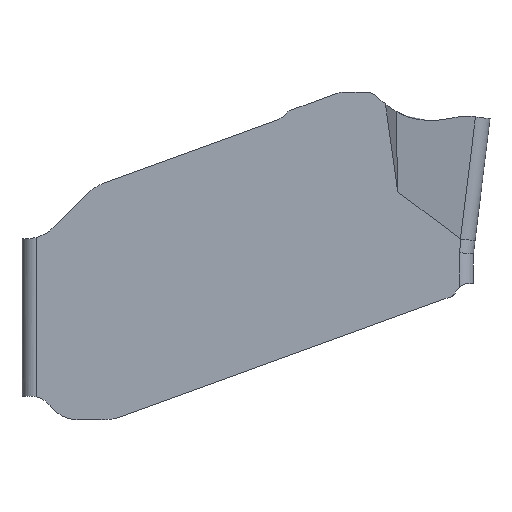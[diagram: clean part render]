
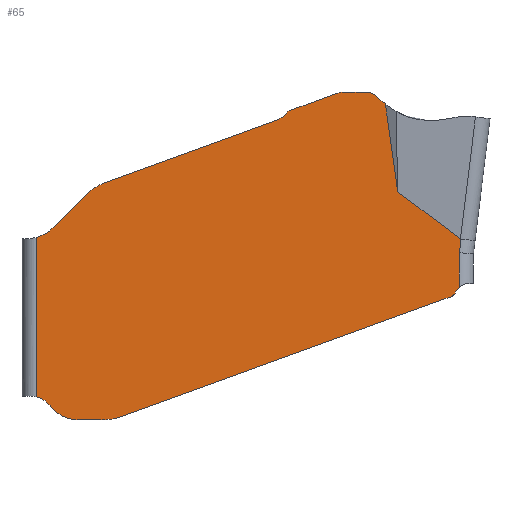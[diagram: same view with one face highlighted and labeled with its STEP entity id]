
A CAD part, left-side view. The second image highlights one B-rep face of the part: STEP entity #65.
In plain terms, the highlighted planar face has unit normal (-1, 0, 0).
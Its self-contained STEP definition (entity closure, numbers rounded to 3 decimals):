
#65=ADVANCED_FACE('',(#140),#115,.F.);
#115=PLANE('',#1065);
#140=FACE_OUTER_BOUND('',#191,.T.);
#191=EDGE_LOOP('',(#322,#323,#324,#325,#326,#327,#328,#329,#330,#331,#332,
#333,#334,#335,#336,#337,#338,#339,#340,#341,#342,#343,#344,#345,#346,#347,
#348,#349,#350));
#243=ELLIPSE('',#1052,3.965,0.3);
#244=ELLIPSE('',#1053,0.301,0.3);
#245=ELLIPSE('',#1058,1.32,1.);
#246=ELLIPSE('',#1062,1.46,1.);
#269=CIRCLE('',#1051,0.3);
#270=CIRCLE('',#1054,0.3);
#271=CIRCLE('',#1055,0.21);
#272=CIRCLE('',#1056,0.545);
#273=CIRCLE('',#1057,1.);
#274=CIRCLE('',#1059,0.8);
#275=CIRCLE('',#1060,0.5);
#276=CIRCLE('',#1061,0.75);
#277=CIRCLE('',#1063,1.);
#278=CIRCLE('',#1064,0.1);
#322=ORIENTED_EDGE('',*,*,#695,.F.);
#323=ORIENTED_EDGE('',*,*,#696,.T.);
#324=ORIENTED_EDGE('',*,*,#697,.T.);
#325=ORIENTED_EDGE('',*,*,#698,.T.);
#326=ORIENTED_EDGE('',*,*,#699,.T.);
#327=ORIENTED_EDGE('',*,*,#700,.T.);
#328=ORIENTED_EDGE('',*,*,#701,.F.);
#329=ORIENTED_EDGE('',*,*,#702,.F.);
#330=ORIENTED_EDGE('',*,*,#703,.F.);
#331=ORIENTED_EDGE('',*,*,#704,.F.);
#332=ORIENTED_EDGE('',*,*,#705,.F.);
#333=ORIENTED_EDGE('',*,*,#706,.F.);
#334=ORIENTED_EDGE('',*,*,#707,.F.);
#335=ORIENTED_EDGE('',*,*,#708,.F.);
#336=ORIENTED_EDGE('',*,*,#709,.F.);
#337=ORIENTED_EDGE('',*,*,#710,.F.);
#338=ORIENTED_EDGE('',*,*,#711,.F.);
#339=ORIENTED_EDGE('',*,*,#712,.F.);
#340=ORIENTED_EDGE('',*,*,#713,.F.);
#341=ORIENTED_EDGE('',*,*,#692,.T.);
#342=ORIENTED_EDGE('',*,*,#714,.F.);
#343=ORIENTED_EDGE('',*,*,#715,.F.);
#344=ORIENTED_EDGE('',*,*,#716,.F.);
#345=ORIENTED_EDGE('',*,*,#717,.F.);
#346=ORIENTED_EDGE('',*,*,#718,.F.);
#347=ORIENTED_EDGE('',*,*,#719,.F.);
#348=ORIENTED_EDGE('',*,*,#720,.F.);
#349=ORIENTED_EDGE('',*,*,#721,.F.);
#350=ORIENTED_EDGE('',*,*,#722,.F.);
#599=VERTEX_POINT('',#1549);
#600=VERTEX_POINT('',#1551);
#602=VERTEX_POINT('',#1566);
#603=VERTEX_POINT('',#1567);
#604=VERTEX_POINT('',#1569);
#605=VERTEX_POINT('',#1571);
#606=VERTEX_POINT('',#1573);
#607=VERTEX_POINT('',#1575);
#608=VERTEX_POINT('',#1577);
#609=VERTEX_POINT('',#1579);
#610=VERTEX_POINT('',#1581);
#611=VERTEX_POINT('',#1583);
#612=VERTEX_POINT('',#1585);
#613=VERTEX_POINT('',#1587);
#614=VERTEX_POINT('',#1589);
#615=VERTEX_POINT('',#1591);
#616=VERTEX_POINT('',#1593);
#617=VERTEX_POINT('',#1595);
#618=VERTEX_POINT('',#1600);
#619=VERTEX_POINT('',#1602);
#620=VERTEX_POINT('',#1604);
#621=VERTEX_POINT('',#1607);
#622=VERTEX_POINT('',#1609);
#623=VERTEX_POINT('',#1611);
#624=VERTEX_POINT('',#1613);
#625=VERTEX_POINT('',#1618);
#626=VERTEX_POINT('',#1620);
#627=VERTEX_POINT('',#1622);
#628=VERTEX_POINT('',#1624);
#692=EDGE_CURVE('',#600,#599,#815,.T.);
#695=EDGE_CURVE('',#602,#603,#269,.T.);
#696=EDGE_CURVE('',#602,#604,#816,.T.);
#697=EDGE_CURVE('',#604,#605,#817,.T.);
#698=EDGE_CURVE('',#605,#606,#243,.T.);
#699=EDGE_CURVE('',#606,#607,#818,.T.);
#700=EDGE_CURVE('',#607,#608,#819,.T.);
#701=EDGE_CURVE('',#609,#608,#820,.T.);
#702=EDGE_CURVE('',#610,#609,#244,.T.);
#703=EDGE_CURVE('',#611,#610,#821,.T.);
#704=EDGE_CURVE('',#612,#611,#270,.T.);
#705=EDGE_CURVE('',#613,#612,#822,.T.);
#706=EDGE_CURVE('',#614,#613,#271,.T.);
#707=EDGE_CURVE('',#615,#614,#272,.T.);
#708=EDGE_CURVE('',#616,#615,#823,.T.);
#709=EDGE_CURVE('',#617,#616,#273,.T.);
#710=EDGE_CURVE('',#618,#617,#979,.T.);
#711=EDGE_CURVE('',#619,#618,#245,.T.);
#712=EDGE_CURVE('',#620,#619,#824,.T.);
#713=EDGE_CURVE('',#600,#620,#274,.T.);
#714=EDGE_CURVE('',#621,#599,#275,.T.);
#715=EDGE_CURVE('',#622,#621,#276,.T.);
#716=EDGE_CURVE('',#623,#622,#825,.T.);
#717=EDGE_CURVE('',#624,#623,#246,.T.);
#718=EDGE_CURVE('',#625,#624,#980,.T.);
#719=EDGE_CURVE('',#626,#625,#277,.T.);
#720=EDGE_CURVE('',#627,#626,#826,.T.);
#721=EDGE_CURVE('',#628,#627,#278,.T.);
#722=EDGE_CURVE('',#603,#628,#827,.T.);
#815=LINE('',#1550,#898);
#816=LINE('',#1568,#899);
#817=LINE('',#1570,#900);
#818=LINE('',#1574,#901);
#819=LINE('',#1576,#902);
#820=LINE('',#1578,#903);
#821=LINE('',#1582,#904);
#822=LINE('',#1586,#905);
#823=LINE('',#1592,#906);
#824=LINE('',#1603,#907);
#825=LINE('',#1610,#908);
#826=LINE('',#1621,#909);
#827=LINE('',#1625,#910);
#898=VECTOR('',#1177,1.);
#899=VECTOR('',#1184,1.);
#900=VECTOR('',#1185,1.);
#901=VECTOR('',#1188,1.);
#902=VECTOR('',#1189,1.);
#903=VECTOR('',#1190,1.);
#904=VECTOR('',#1193,1.);
#905=VECTOR('',#1196,1.);
#906=VECTOR('',#1201,1.);
#907=VECTOR('',#1206,1.);
#908=VECTOR('',#1213,1.);
#909=VECTOR('',#1218,1.);
#910=VECTOR('',#1221,1.);
#979=B_SPLINE_CURVE_WITH_KNOTS('',3,(#1596,#1597,#1598,#1599),
 .UNSPECIFIED.,.F.,.F.,(4,4),(0.,1.),.UNSPECIFIED.);
#980=B_SPLINE_CURVE_WITH_KNOTS('',3,(#1614,#1615,#1616,#1617),
 .UNSPECIFIED.,.F.,.F.,(4,4),(0.,1.),.UNSPECIFIED.);
#1051=AXIS2_PLACEMENT_3D('',#1565,#1182,#1183);
#1052=AXIS2_PLACEMENT_3D('',#1572,#1186,#1187);
#1053=AXIS2_PLACEMENT_3D('',#1580,#1191,#1192);
#1054=AXIS2_PLACEMENT_3D('',#1584,#1194,#1195);
#1055=AXIS2_PLACEMENT_3D('',#1588,#1197,#1198);
#1056=AXIS2_PLACEMENT_3D('',#1590,#1199,#1200);
#1057=AXIS2_PLACEMENT_3D('',#1594,#1202,#1203);
#1058=AXIS2_PLACEMENT_3D('',#1601,#1204,#1205);
#1059=AXIS2_PLACEMENT_3D('',#1605,#1207,#1208);
#1060=AXIS2_PLACEMENT_3D('',#1606,#1209,#1210);
#1061=AXIS2_PLACEMENT_3D('',#1608,#1211,#1212);
#1062=AXIS2_PLACEMENT_3D('',#1612,#1214,#1215);
#1063=AXIS2_PLACEMENT_3D('',#1619,#1216,#1217);
#1064=AXIS2_PLACEMENT_3D('',#1623,#1219,#1220);
#1065=AXIS2_PLACEMENT_3D('',#1626,#1222,#1223);
#1177=DIRECTION('',(0.,0.,-1.));
#1182=DIRECTION('',(-1.,0.,0.));
#1183=DIRECTION('',(0.,0.,-1.));
#1184=DIRECTION('',(0.,0.,1.));
#1185=DIRECTION('',(0.,-0.122,0.993));
#1186=DIRECTION('',(1.,0.,0.));
#1187=DIRECTION('',(0.,-0.122,0.993));
#1188=DIRECTION('',(0.,0.801,0.599));
#1189=DIRECTION('',(0.,0.139,0.99));
#1190=DIRECTION('',(0.,-0.766,-0.643));
#1191=DIRECTION('',(1.,0.,0.));
#1192=DIRECTION('',(0.,1.,0.));
#1193=DIRECTION('',(0.,-1.,0.));
#1194=DIRECTION('',(1.,0.,0.));
#1195=DIRECTION('',(0.,0.,-1.));
#1196=DIRECTION('',(0.,-0.94,0.342));
#1197=DIRECTION('',(1.,0.,0.));
#1198=DIRECTION('',(0.,0.,-1.));
#1199=DIRECTION('',(-1.,0.,0.));
#1200=DIRECTION('',(0.,0.,-1.));
#1201=DIRECTION('',(0.,-0.94,0.342));
#1202=DIRECTION('',(1.,0.,0.));
#1203=DIRECTION('',(0.,0.,-1.));
#1204=DIRECTION('',(1.,0.,0.));
#1205=DIRECTION('',(0.,0.707,-0.707));
#1206=DIRECTION('',(0.,-0.707,0.707));
#1207=DIRECTION('',(-1.,0.,0.));
#1208=DIRECTION('',(0.,0.,-1.));
#1209=DIRECTION('',(-1.,0.,0.));
#1210=DIRECTION('',(0.,0.,-1.));
#1211=DIRECTION('',(1.,0.,0.));
#1212=DIRECTION('',(0.,0.,-1.));
#1213=DIRECTION('',(0.,1.,0.));
#1214=DIRECTION('',(1.,0.,0.));
#1215=DIRECTION('',(0.,-1.,0.));
#1216=DIRECTION('',(1.,0.,0.));
#1217=DIRECTION('',(0.,0.,-1.));
#1218=DIRECTION('',(0.,0.94,-0.342));
#1219=DIRECTION('',(1.,0.,0.));
#1220=DIRECTION('',(0.,0.,-1.));
#1221=DIRECTION('',(0.,0.5,-0.866));
#1222=DIRECTION('',(1.,0.,0.));
#1223=DIRECTION('',(0.,0.,-1.));
#1549=CARTESIAN_POINT('',(-0.8,4.7,-5.91));
#1550=CARTESIAN_POINT('',(-0.8,4.7,-7.9));
#1551=CARTESIAN_POINT('',(-0.8,4.7,-2.505));
#1565=CARTESIAN_POINT('',(-0.8,-4.55,-3.789));
#1566=CARTESIAN_POINT('',(-0.8,-4.35,-3.565));
#1567=CARTESIAN_POINT('',(-0.8,-4.29,-3.639));
#1568=CARTESIAN_POINT('',(-0.8,-4.35,-2.851));
#1569=CARTESIAN_POINT('',(-0.8,-4.35,-2.832));
#1570=CARTESIAN_POINT('',(-0.8,-4.365,-2.712));
#1571=CARTESIAN_POINT('',(-0.8,-4.386,-2.538));
#1572=CARTESIAN_POINT('',(-0.8,-4.869,1.397));
#1573=CARTESIAN_POINT('',(-0.8,-4.374,-2.533));
#1574=CARTESIAN_POINT('',(-0.8,-4.36,-2.523));
#1575=CARTESIAN_POINT('',(-0.8,-3.031,-1.528));
#1576=CARTESIAN_POINT('',(-0.8,-2.763,0.386));
#1577=CARTESIAN_POINT('',(-0.8,-2.768,0.351));
#1578=CARTESIAN_POINT('',(-0.8,-1.317,1.569));
#1579=CARTESIAN_POINT('',(-0.8,-2.556,0.53));
#1580=CARTESIAN_POINT('',(-0.8,-2.362,0.3));
#1581=CARTESIAN_POINT('',(-0.8,-2.362,0.6));
#1582=CARTESIAN_POINT('',(-0.8,0.,0.6));
#1583=CARTESIAN_POINT('',(-0.8,-1.852,0.6));
#1584=CARTESIAN_POINT('',(-0.8,-1.852,0.3));
#1585=CARTESIAN_POINT('',(-0.8,-1.75,0.582));
#1586=CARTESIAN_POINT('',(-0.8,-0.018,-0.048));
#1587=CARTESIAN_POINT('',(-0.8,-0.745,0.216));
#1588=CARTESIAN_POINT('',(-0.8,-0.817,0.019));
#1589=CARTESIAN_POINT('',(-0.8,-0.656,0.154));
#1590=CARTESIAN_POINT('',(-0.8,-0.24,0.506));
#1591=CARTESIAN_POINT('',(-0.8,-0.426,-0.006));
#1592=CARTESIAN_POINT('',(-0.8,-0.052,-0.142));
#1593=CARTESIAN_POINT('',(-0.8,3.251,-1.344));
#1594=CARTESIAN_POINT('',(-0.8,2.909,-2.284));
#1595=CARTESIAN_POINT('',(-0.8,3.424,-1.427));
#1596=CARTESIAN_POINT('',(-0.8,3.478,-1.463));
#1597=CARTESIAN_POINT('',(-0.8,3.46,-1.45));
#1598=CARTESIAN_POINT('',(-0.8,3.442,-1.438));
#1599=CARTESIAN_POINT('',(-0.8,3.424,-1.427));
#1600=CARTESIAN_POINT('',(-0.8,3.478,-1.463));
#1601=CARTESIAN_POINT('',(-0.8,2.955,-2.331));
#1602=CARTESIAN_POINT('',(-0.8,3.662,-1.623));
#1603=CARTESIAN_POINT('',(-0.8,1.019,1.019));
#1604=CARTESIAN_POINT('',(-0.8,4.334,-2.296));
#1605=CARTESIAN_POINT('',(-0.8,4.9,-1.73));
#1606=CARTESIAN_POINT('',(-0.8,4.8,-6.4));
#1607=CARTESIAN_POINT('',(-0.8,4.4,-6.1));
#1608=CARTESIAN_POINT('',(-0.8,3.8,-5.65));
#1609=CARTESIAN_POINT('',(-0.8,3.8,-6.4));
#1610=CARTESIAN_POINT('',(-0.8,0.,-6.4));
#1611=CARTESIAN_POINT('',(-0.8,3.314,-6.4));
#1612=CARTESIAN_POINT('',(-0.8,3.314,-5.4));
#1613=CARTESIAN_POINT('',(-0.8,3.08,-6.387));
#1614=CARTESIAN_POINT('',(-0.8,3.025,-6.378));
#1615=CARTESIAN_POINT('',(-0.8,3.044,-6.382));
#1616=CARTESIAN_POINT('',(-0.8,3.062,-6.385));
#1617=CARTESIAN_POINT('',(-0.8,3.08,-6.387));
#1618=CARTESIAN_POINT('',(-0.8,3.025,-6.378));
#1619=CARTESIAN_POINT('',(-0.8,3.233,-5.4));
#1620=CARTESIAN_POINT('',(-0.8,2.891,-6.34));
#1621=CARTESIAN_POINT('',(-0.8,-1.699,-4.669));
#1622=CARTESIAN_POINT('',(-0.8,-4.192,-3.762));
#1623=CARTESIAN_POINT('',(-0.8,-4.158,-3.668));
#1624=CARTESIAN_POINT('',(-0.8,-4.245,-3.718));
#1625=CARTESIAN_POINT('',(-0.8,-4.793,-2.767));
#1626=CARTESIAN_POINT('',(-0.8,0.,0.));
